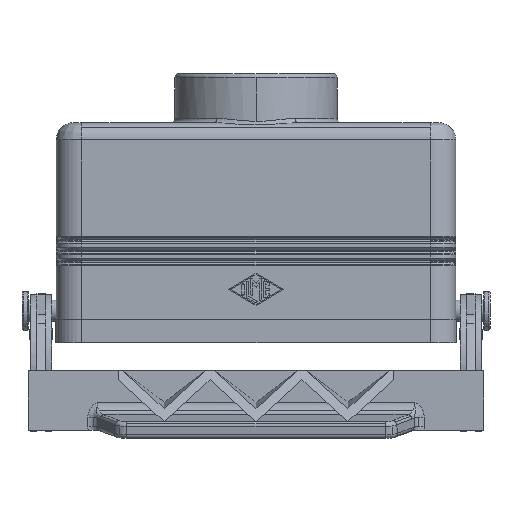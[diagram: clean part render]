
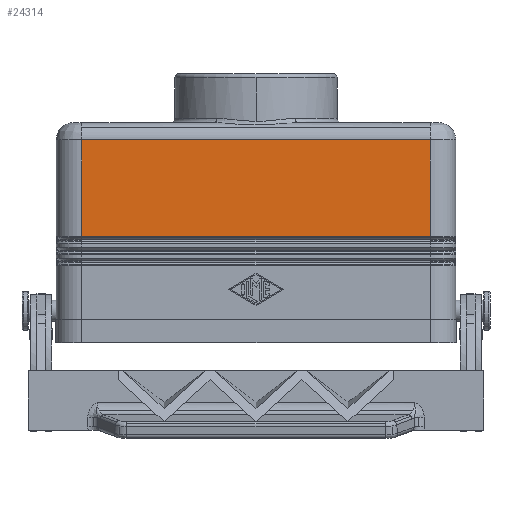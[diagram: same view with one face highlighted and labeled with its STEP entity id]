
A CAD part, front view. The second image highlights one B-rep face of the part: STEP entity #24314.
In plain terms, the highlighted planar face has unit normal (0, -1, 0).
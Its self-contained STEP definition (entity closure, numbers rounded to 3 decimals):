
#8058=CARTESIAN_POINT('',(-40.75,-21.5,47.5));
#8059=VERTEX_POINT('',#8058);
#8067=CARTESIAN_POINT('',(40.75,-21.5,47.5));
#8068=VERTEX_POINT('',#8067);
#8069=CARTESIAN_POINT('',(-40.75,-21.5,47.5));
#8070=DIRECTION('',(1.0,0.0,0.0));
#8071=VECTOR('',#8070,81.5);
#8072=LINE('',#8069,#8071);
#8073=EDGE_CURVE('',#8059,#8068,#8072,.T.);
#22990=CARTESIAN_POINT('',(-40.75,-21.5,24.833));
#22991=VERTEX_POINT('',#22990);
#23016=CARTESIAN_POINT('',(40.75,-21.5,24.833));
#23017=VERTEX_POINT('',#23016);
#23025=CARTESIAN_POINT('',(40.75,-21.5,24.833));
#23026=DIRECTION('',(-1.0,0.0,0.0));
#23027=VECTOR('',#23026,81.5);
#23028=LINE('',#23025,#23027);
#23029=EDGE_CURVE('',#23017,#22991,#23028,.T.);
#24246=CARTESIAN_POINT('',(-40.75,-21.5,24.833));
#24247=DIRECTION('',(0.0,0.0,1.0));
#24248=VECTOR('',#24247,22.667);
#24249=LINE('',#24246,#24248);
#24250=EDGE_CURVE('',#22991,#8059,#24249,.T.);
#24282=CARTESIAN_POINT('',(40.75,-21.5,24.833));
#24283=DIRECTION('',(0.0,0.0,1.0));
#24284=VECTOR('',#24283,22.667);
#24285=LINE('',#24282,#24284);
#24286=EDGE_CURVE('',#23017,#8068,#24285,.T.);
#24303=CARTESIAN_POINT('',(40.75,-21.5,5.5));
#24304=DIRECTION('',(0.0,-1.0,0.0));
#24305=DIRECTION('',(0.0,0.0,-1.0));
#24306=AXIS2_PLACEMENT_3D('',#24303,#24304,#24305);
#24307=PLANE('',#24306);
#24308=ORIENTED_EDGE('',*,*,#23029,.F.);
#24309=ORIENTED_EDGE('',*,*,#24286,.T.);
#24310=ORIENTED_EDGE('',*,*,#8073,.F.);
#24311=ORIENTED_EDGE('',*,*,#24250,.F.);
#24312=EDGE_LOOP('',(#24308,#24309,#24310,#24311));
#24313=FACE_OUTER_BOUND('',#24312,.T.);
#24314=ADVANCED_FACE('',(#24313),#24307,.T.);
